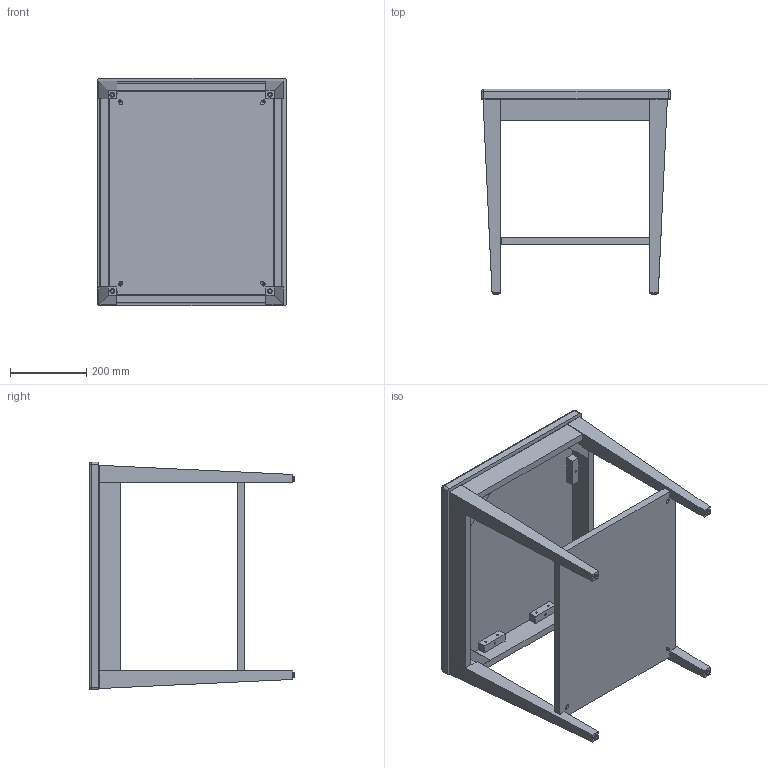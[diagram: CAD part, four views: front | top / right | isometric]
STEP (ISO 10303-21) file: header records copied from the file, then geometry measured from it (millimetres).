
FILE_DESCRIPTION(/* description */ (''),/* implementation_level */ '2;1');
FILE_NAME(/* name */ 'KT6E2420B3.stp',/* time_stamp */ '2019-05-22T15:27:25-04:00',/* author */ ('emehringer'),/* organization */ (''),/* preprocessor_version */ 'ST-DEVELOPER v16.13',/* originating_system */ 'Autodesk Inventor 2018',/* authorisation */ '');
FILE_SCHEMA (('AUTOMOTIVE_DESIGN { 1 0 10303 214 3 1 1 }'));
Length unit declared in the file: inch
Products named in the file (10): KT6E2420BS; KT6 APR ASM 3; KT6-03; KT6-01; CB 0T7; CLEAT01; KT6 SHELF 3; TOP B 3; OT6 LEG 1; GLIDE B1/2"
Assembly tree (27 placements, depth 3):
  KT6E2420BS
    KT6 APR ASM 3
      KT6-03  x2
      KT6-01  x2
      CB 0T7  x4
      CLEAT01  x8
    KT6 SHELF 3
    TOP B 3
    OT6 LEG 1  x4
    GLIDE B1/2"  x4
Bounding box: 495.3 x 538.1 x 596.9 mm (x, y, z)
Volume: 16923935.8 mm3; surface area: 1853423.7 mm2
Topology: 26 solids, 26 shells, 344 faces, 748 edges, 488 vertices
Faces by surface type: plane 220, cylinder 112, sphere 4, cone 4, torus 4
Full cylindrical faces by diameter (mm): 1.803 x4, 4.762 x44, 9.525 x20, 11.112 x16, 12.471 x4, 22.225 x8
Entity records: 3947 total; most frequent: DIRECTION 674, CARTESIAN_POINT 600, ORIENTED_EDGE 514, EDGE_CURVE 257, AXIS2_PLACEMENT_3D 254, EDGE_LOOP 185, VERTEX_POINT 180, LINE 166
